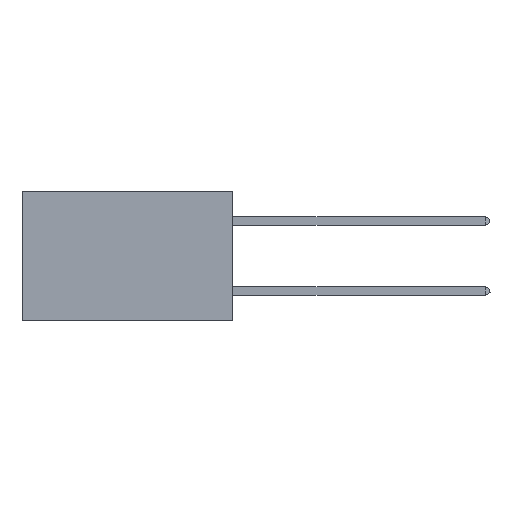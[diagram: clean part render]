
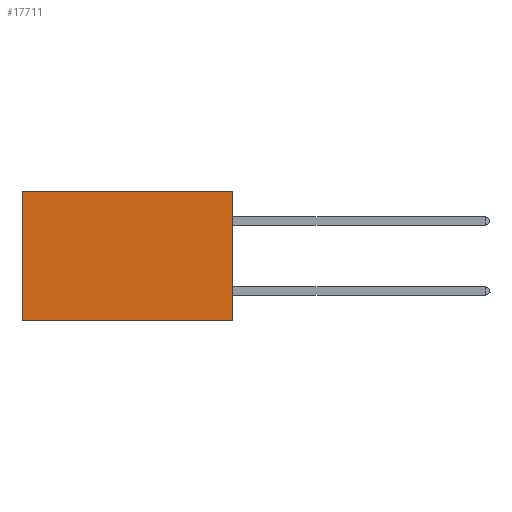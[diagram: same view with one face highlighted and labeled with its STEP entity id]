
A CAD part, left-side view. The second image highlights one B-rep face of the part: STEP entity #17711.
In plain terms, the highlighted planar face has unit normal (-1, 0, 0).
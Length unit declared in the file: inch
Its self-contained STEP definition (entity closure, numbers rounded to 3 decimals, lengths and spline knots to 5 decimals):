
#268 = CARTESIAN_POINT ( 'NONE',  ( 0.2875, 0., 0. ) ) ;
#1462 = CARTESIAN_POINT ( 'NONE',  ( 0.2875, 0.6, -0.37 ) ) ;
#1568 = CARTESIAN_POINT ( 'NONE',  ( 0.2875, 0., -0.37 ) ) ;
#3976 = ORIENTED_EDGE ( 'NONE', *, *, #8615, .T. ) ;
#5309 = DIRECTION ( 'NONE',  ( 1., 0., 0. ) ) ;
#5515 = CARTESIAN_POINT ( 'NONE',  ( 0.2875, 0., -0.37 ) ) ;
#7164 = EDGE_CURVE ( 'NONE', #11691, #24485, #25340, .T. ) ;
#8615 = EDGE_CURVE ( 'NONE', #24485, #30294, #12009, .T. ) ;
#9287 = DIRECTION ( 'NONE',  ( 0., 1., 0. ) ) ;
#10147 = ORIENTED_EDGE ( 'NONE', *, *, #35873, .F. ) ;
#11434 = CARTESIAN_POINT ( 'NONE',  ( 0.2875, 0.6, 0. ) ) ;
#11691 = VERTEX_POINT ( 'NONE', #268 ) ;
#11733 = VECTOR ( 'NONE', #31449, 39.37008 ) ;
#12009 = LINE ( 'NONE', #24795, #11733 ) ;
#13652 = LINE ( 'NONE', #5515, #31150 ) ;
#14007 = CARTESIAN_POINT ( 'NONE',  ( 0.2875, 0., 0. ) ) ;
#14532 = LINE ( 'NONE', #32822, #31979 ) ;
#16994 = ORIENTED_EDGE ( 'NONE', *, *, #38485, .F. ) ;
#17711 = ADVANCED_FACE ( 'NONE', ( #44870 ), #27001, .F. ) ;
#19020 = EDGE_LOOP ( 'NONE', ( #3976, #10147, #16994, #21557 ) ) ;
#19950 = CARTESIAN_POINT ( 'NONE',  ( 0.2875, 0., 0. ) ) ;
#21557 = ORIENTED_EDGE ( 'NONE', *, *, #7164, .T. ) ;
#24485 = VERTEX_POINT ( 'NONE', #11434 ) ;
#24795 = CARTESIAN_POINT ( 'NONE',  ( 0.2875, 0.6, 0. ) ) ;
#25340 = LINE ( 'NONE', #14007, #25915 ) ;
#25915 = VECTOR ( 'NONE', #44426, 39.37008 ) ;
#27001 = PLANE ( 'NONE',  #39318 ) ;
#30294 = VERTEX_POINT ( 'NONE', #1462 ) ;
#30313 = DIRECTION ( 'NONE',  ( 0., 0., -1. ) ) ;
#30986 = VERTEX_POINT ( 'NONE', #1568 ) ;
#31150 = VECTOR ( 'NONE', #9287, 39.37008 ) ;
#31449 = DIRECTION ( 'NONE',  ( 0., 0., -1. ) ) ;
#31979 = VECTOR ( 'NONE', #36164, 39.37008 ) ;
#32822 = CARTESIAN_POINT ( 'NONE',  ( 0.2875, 0., 0. ) ) ;
#35873 = EDGE_CURVE ( 'NONE', #30986, #30294, #13652, .T. ) ;
#36164 = DIRECTION ( 'NONE',  ( 0., 0., -1. ) ) ;
#38485 = EDGE_CURVE ( 'NONE', #11691, #30986, #14532, .T. ) ;
#39318 = AXIS2_PLACEMENT_3D ( 'NONE', #19950, #5309, #30313 ) ;
#44426 = DIRECTION ( 'NONE',  ( 0., 1., 0. ) ) ;
#44870 = FACE_OUTER_BOUND ( 'NONE', #19020, .T. ) ;
